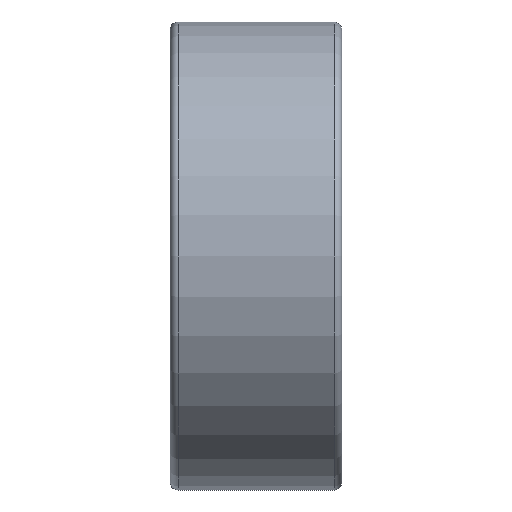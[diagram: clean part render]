
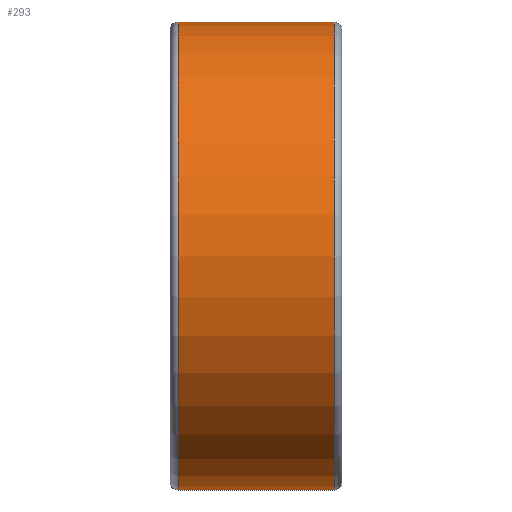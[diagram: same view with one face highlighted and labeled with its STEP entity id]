
A CAD part, front view. The second image highlights one B-rep face of the part: STEP entity #293.
In plain terms, the highlighted cylindrical face has radius 45 mm (diameter 90 mm), a full revolution.
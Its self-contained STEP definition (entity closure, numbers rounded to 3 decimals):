
#71=CYLINDRICAL_SURFACE('',#372,45.);
#113=ORIENTED_EDGE('',*,*,#129,.T.);
#114=ORIENTED_EDGE('',*,*,#137,.F.);
#129=EDGE_CURVE('',#150,#150,#171,.T.);
#137=EDGE_CURVE('',#158,#158,#179,.T.);
#150=VERTEX_POINT('',#528);
#158=VERTEX_POINT('',#552);
#171=CIRCLE('',#355,45.);
#179=CIRCLE('',#371,45.);
#218=EDGE_LOOP('',(#113));
#219=EDGE_LOOP('',(#114));
#260=FACE_BOUND('',#218,.T.);
#261=FACE_BOUND('',#219,.T.);
#293=ADVANCED_FACE('',(#260,#261),#71,.T.);
#355=AXIS2_PLACEMENT_3D('',#527,#431,#432);
#371=AXIS2_PLACEMENT_3D('',#551,#463,#464);
#372=AXIS2_PLACEMENT_3D('',#553,#465,#466);
#431=DIRECTION('',(1.,0.,0.));
#432=DIRECTION('',(0.,0.,-1.));
#463=DIRECTION('',(1.,0.,0.));
#464=DIRECTION('',(0.,0.,-1.));
#465=DIRECTION('',(1.,0.,0.));
#466=DIRECTION('',(0.,0.,-1.));
#527=CARTESIAN_POINT('',(1.5,0.,0.));
#528=CARTESIAN_POINT('',(1.5,0.,-45.));
#551=CARTESIAN_POINT('',(31.5,0.,0.));
#552=CARTESIAN_POINT('',(31.5,0.,-45.));
#553=CARTESIAN_POINT('',(33.,0.,0.));
